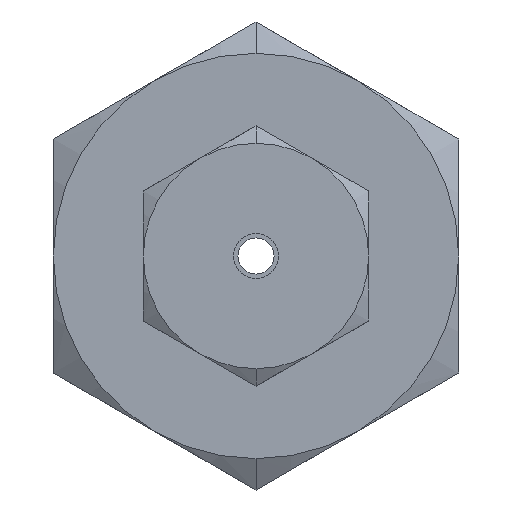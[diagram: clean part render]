
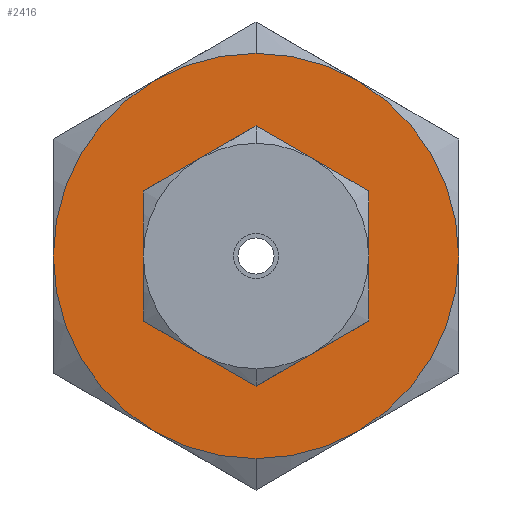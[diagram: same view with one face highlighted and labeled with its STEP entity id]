
A CAD part, left-side view. The second image highlights one B-rep face of the part: STEP entity #2416.
In plain terms, the highlighted planar face has unit normal (-1, 0, 0).
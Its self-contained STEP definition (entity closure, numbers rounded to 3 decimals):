
#41 = CARTESIAN_POINT ( 'NONE',  ( 10.92, 0., 0. ) ) ;
#44 = EDGE_CURVE ( 'NONE', #1321, #786, #5661, .T. ) ;
#114 = DIRECTION ( 'NONE',  ( -1., 0., 0. ) ) ;
#175 = CARTESIAN_POINT ( 'NONE',  ( 10.92, -3.57, -6.183 ) ) ;
#356 = CARTESIAN_POINT ( 'NONE',  ( 10.92, 0., 0. ) ) ;
#381 = CARTESIAN_POINT ( 'NONE',  ( 10.92, 7.14, 0. ) ) ;
#400 = EDGE_CURVE ( 'NONE', #2271, #8867, #5983, .T. ) ;
#630 = DIRECTION ( 'NONE',  ( 0., -0.5, -0.866 ) ) ;
#662 = ORIENTED_EDGE ( 'NONE', *, *, #1587, .T. ) ;
#786 = VERTEX_POINT ( 'NONE', #2886 ) ;
#822 = DIRECTION ( 'NONE',  ( 1., 0., 0. ) ) ;
#842 = EDGE_CURVE ( 'NONE', #9252, #1588, #4220, .T. ) ;
#867 = CARTESIAN_POINT ( 'NONE',  ( 10.92, 0., 0. ) ) ;
#899 = DIRECTION ( 'NONE',  ( 0., 0., 1. ) ) ;
#1095 = ORIENTED_EDGE ( 'NONE', *, *, #44, .T. ) ;
#1144 = CIRCLE ( 'NONE', #6405, 7.14 ) ;
#1150 = AXIS2_PLACEMENT_3D ( 'NONE', #1352, #2817, #7688 ) ;
#1318 = EDGE_CURVE ( 'NONE', #5819, #2129, #8950, .T. ) ;
#1321 = VERTEX_POINT ( 'NONE', #3748 ) ;
#1352 = CARTESIAN_POINT ( 'NONE',  ( 10.92, 0., 0. ) ) ;
#1439 = DIRECTION ( 'NONE',  ( 1., 0., 0. ) ) ;
#1485 = FACE_BOUND ( 'NONE', #4177, .T. ) ;
#1587 = EDGE_CURVE ( 'NONE', #4476, #1839, #8000, .T. ) ;
#1588 = VERTEX_POINT ( 'NONE', #5053 ) ;
#1629 = DIRECTION ( 'NONE',  ( 0., 0., -1. ) ) ;
#1677 = EDGE_LOOP ( 'NONE', ( #1095, #6092, #662, #2785, #9295, #5453, #4095, #3997 ) ) ;
#1837 = CARTESIAN_POINT ( 'NONE',  ( 10.92, 0., -1.941 ) ) ;
#1839 = VERTEX_POINT ( 'NONE', #381 ) ;
#2129 = VERTEX_POINT ( 'NONE', #9201 ) ;
#2149 = DIRECTION ( 'NONE',  ( 0., 1., 0. ) ) ;
#2186 = EDGE_CURVE ( 'NONE', #1588, #2271, #4098, .T. ) ;
#2195 = DIRECTION ( 'NONE',  ( 0., -1., 0. ) ) ;
#2232 = DIRECTION ( 'NONE',  ( -1., 0., 0. ) ) ;
#2234 = PLANE ( 'NONE',  #7543 ) ;
#2271 = VERTEX_POINT ( 'NONE', #175 ) ;
#2367 = CARTESIAN_POINT ( 'NONE',  ( 10.92, 0., 0. ) ) ;
#2416 = ADVANCED_FACE ( 'NONE', ( #1485, #2808 ), #2234, .F. ) ;
#2429 = DIRECTION ( 'NONE',  ( 1., 0., 0. ) ) ;
#2634 = CARTESIAN_POINT ( 'NONE',  ( 10.92, -7.14, 0. ) ) ;
#2785 = ORIENTED_EDGE ( 'NONE', *, *, #4643, .T. ) ;
#2808 = FACE_OUTER_BOUND ( 'NONE', #1677, .T. ) ;
#2817 = DIRECTION ( 'NONE',  ( -1., 0., 0. ) ) ;
#2864 = CARTESIAN_POINT ( 'NONE',  ( 10.92, 3.57, -6.183 ) ) ;
#2886 = CARTESIAN_POINT ( 'NONE',  ( 10.92, 0., 7.14 ) ) ;
#2977 = DIRECTION ( 'NONE',  ( -1., 0., 0. ) ) ;
#3045 = CARTESIAN_POINT ( 'NONE',  ( 10.92, 0., 0. ) ) ;
#3207 = AXIS2_PLACEMENT_3D ( 'NONE', #41, #4838, #5029 ) ;
#3283 = DIRECTION ( 'NONE',  ( -1., 0., 0. ) ) ;
#3677 = CARTESIAN_POINT ( 'NONE',  ( 10.92, 0., 0. ) ) ;
#3748 = CARTESIAN_POINT ( 'NONE',  ( 10.92, -3.57, 6.183 ) ) ;
#3906 = EDGE_CURVE ( 'NONE', #8867, #1321, #1144, .T. ) ;
#3951 = AXIS2_PLACEMENT_3D ( 'NONE', #7915, #2232, #9275 ) ;
#3997 = ORIENTED_EDGE ( 'NONE', *, *, #3906, .T. ) ;
#4095 = ORIENTED_EDGE ( 'NONE', *, *, #400, .T. ) ;
#4098 = CIRCLE ( 'NONE', #3207, 7.14 ) ;
#4177 = EDGE_LOOP ( 'NONE', ( #6254, #8925 ) ) ;
#4220 = CIRCLE ( 'NONE', #5415, 7.14 ) ;
#4344 = AXIS2_PLACEMENT_3D ( 'NONE', #356, #3283, #4633 ) ;
#4476 = VERTEX_POINT ( 'NONE', #7185 ) ;
#4485 = CIRCLE ( 'NONE', #5695, 1.941 ) ;
#4633 = DIRECTION ( 'NONE',  ( 0., 1., 0. ) ) ;
#4643 = EDGE_CURVE ( 'NONE', #1839, #9252, #6447, .T. ) ;
#4838 = DIRECTION ( 'NONE',  ( -1., 0., 0. ) ) ;
#5029 = DIRECTION ( 'NONE',  ( 0., 0., -1. ) ) ;
#5053 = CARTESIAN_POINT ( 'NONE',  ( 10.92, 0., -7.14 ) ) ;
#5188 = CIRCLE ( 'NONE', #7430, 7.14 ) ;
#5234 = AXIS2_PLACEMENT_3D ( 'NONE', #7072, #9222, #630 ) ;
#5359 = AXIS2_PLACEMENT_3D ( 'NONE', #3045, #2429, #1629 ) ;
#5415 = AXIS2_PLACEMENT_3D ( 'NONE', #3677, #2977, #7857 ) ;
#5453 = ORIENTED_EDGE ( 'NONE', *, *, #2186, .T. ) ;
#5661 = CIRCLE ( 'NONE', #1150, 7.14 ) ;
#5695 = AXIS2_PLACEMENT_3D ( 'NONE', #867, #822, #5897 ) ;
#5761 = CARTESIAN_POINT ( 'NONE',  ( 10.92, 0., 0. ) ) ;
#5819 = VERTEX_POINT ( 'NONE', #1837 ) ;
#5897 = DIRECTION ( 'NONE',  ( 0., 0., 1. ) ) ;
#5983 = CIRCLE ( 'NONE', #5234, 7.14 ) ;
#6092 = ORIENTED_EDGE ( 'NONE', *, *, #6650, .T. ) ;
#6254 = ORIENTED_EDGE ( 'NONE', *, *, #1318, .T. ) ;
#6405 = AXIS2_PLACEMENT_3D ( 'NONE', #8056, #114, #2195 ) ;
#6447 = CIRCLE ( 'NONE', #4344, 7.14 ) ;
#6650 = EDGE_CURVE ( 'NONE', #786, #4476, #5188, .T. ) ;
#7072 = CARTESIAN_POINT ( 'NONE',  ( 10.92, 0., 0. ) ) ;
#7185 = CARTESIAN_POINT ( 'NONE',  ( 10.92, 3.57, 6.183 ) ) ;
#7430 = AXIS2_PLACEMENT_3D ( 'NONE', #2367, #8927, #899 ) ;
#7543 = AXIS2_PLACEMENT_3D ( 'NONE', #5761, #1439, #2149 ) ;
#7634 = EDGE_CURVE ( 'NONE', #2129, #5819, #4485, .T. ) ;
#7688 = DIRECTION ( 'NONE',  ( 0., -0.5, 0.866 ) ) ;
#7857 = DIRECTION ( 'NONE',  ( 0., 0.5, -0.866 ) ) ;
#7915 = CARTESIAN_POINT ( 'NONE',  ( 10.92, 0., 0. ) ) ;
#8000 = CIRCLE ( 'NONE', #3951, 7.14 ) ;
#8056 = CARTESIAN_POINT ( 'NONE',  ( 10.92, 0., 0. ) ) ;
#8867 = VERTEX_POINT ( 'NONE', #2634 ) ;
#8925 = ORIENTED_EDGE ( 'NONE', *, *, #7634, .T. ) ;
#8927 = DIRECTION ( 'NONE',  ( -1., 0., 0. ) ) ;
#8950 = CIRCLE ( 'NONE', #5359, 1.941 ) ;
#9201 = CARTESIAN_POINT ( 'NONE',  ( 10.92, 0., 1.941 ) ) ;
#9222 = DIRECTION ( 'NONE',  ( -1., 0., 0. ) ) ;
#9252 = VERTEX_POINT ( 'NONE', #2864 ) ;
#9275 = DIRECTION ( 'NONE',  ( 0., 0.5, 0.866 ) ) ;
#9295 = ORIENTED_EDGE ( 'NONE', *, *, #842, .T. ) ;
